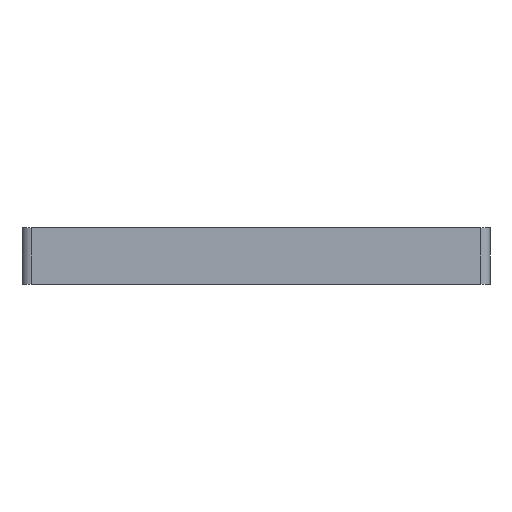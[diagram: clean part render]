
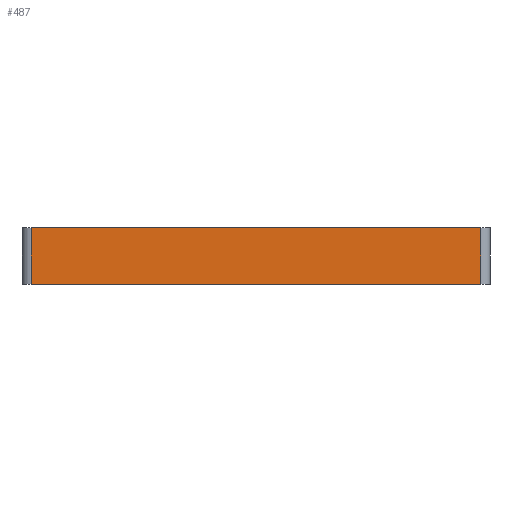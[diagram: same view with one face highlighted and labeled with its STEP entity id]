
A CAD part, front view. The second image highlights one B-rep face of the part: STEP entity #487.
In plain terms, the highlighted planar face has unit normal (0, -1, 0).
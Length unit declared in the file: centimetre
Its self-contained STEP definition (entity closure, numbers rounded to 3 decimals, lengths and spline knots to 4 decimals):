
#422=CARTESIAN_POINT('',(12.25,0.,1.5));
#423=VERTEX_POINT('',#422);
#431=CARTESIAN_POINT('',(12.25,0.,0.));
#432=VERTEX_POINT('',#431);
#433=CARTESIAN_POINT('',(12.25,0.,2.275));
#434=DIRECTION('',(0.,-0.,-1.));
#435=VECTOR('',#434,3.05);
#436=LINE('',#433,#435);
#437=EDGE_CURVE('',#423,#432,#436,.T.);
#457=CARTESIAN_POINT('',(6.25,0.,0.));
#458=DIRECTION('',(0.,-1.,0.));
#459=DIRECTION('',(1.,0.,0.));
#460=AXIS2_PLACEMENT_3D('',#457,#458,#459);
#461=PLANE('',#460);
#462=ORIENTED_EDGE('',*,*,#437,.F.);
#463=CARTESIAN_POINT('',(0.25,0.,1.5));
#464=VERTEX_POINT('',#463);
#465=CARTESIAN_POINT('',(12345.,0.,1.5));
#466=DIRECTION('',(-1.,0.,-0.));
#467=VECTOR('',#466,24690.);
#468=LINE('',#465,#467);
#469=EDGE_CURVE('',#423,#464,#468,.T.);
#470=ORIENTED_EDGE('',*,*,#469,.T.);
#471=CARTESIAN_POINT('',(0.25,0.,0.));
#472=VERTEX_POINT('',#471);
#473=CARTESIAN_POINT('',(0.25,0.,-0.775));
#474=DIRECTION('',(0.,0.,1.));
#475=VECTOR('',#474,3.05);
#476=LINE('',#473,#475);
#477=EDGE_CURVE('',#472,#464,#476,.T.);
#478=ORIENTED_EDGE('',*,*,#477,.F.);
#479=CARTESIAN_POINT('',(-12345.,0.,0.));
#480=DIRECTION('',(1.,0.,-0.));
#481=VECTOR('',#480,24690.);
#482=LINE('',#479,#481);
#483=EDGE_CURVE('',#472,#432,#482,.T.);
#484=ORIENTED_EDGE('',*,*,#483,.T.);
#485=EDGE_LOOP('',(#462,#470,#478,#484));
#486=FACE_BOUND('',#485,.T.);
#487=ADVANCED_FACE('',(#486),#461,.T.);
